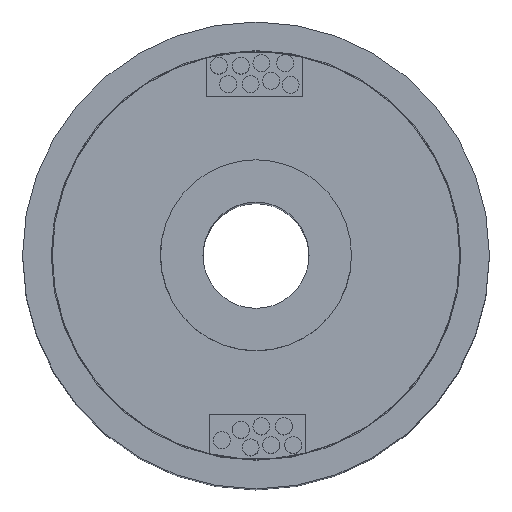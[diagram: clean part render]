
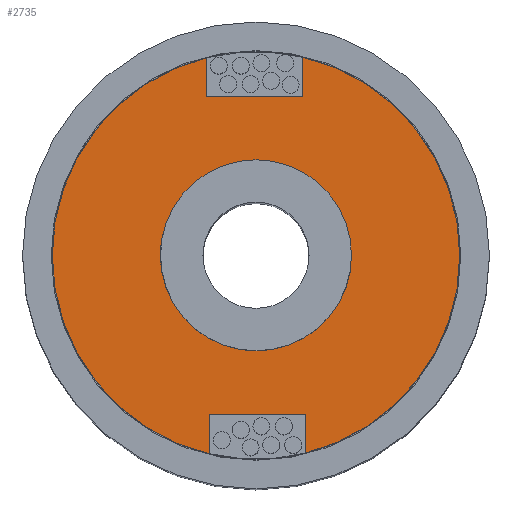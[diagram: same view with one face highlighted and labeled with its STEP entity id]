
A CAD part, top view. The second image highlights one B-rep face of the part: STEP entity #2735.
In plain terms, the highlighted planar face has unit normal (0, 0, 1).
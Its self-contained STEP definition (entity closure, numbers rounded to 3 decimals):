
#71 = CIRCLE ( 'NONE', #2982, 4.5 ) ;
#217 = ORIENTED_EDGE ( 'NONE', *, *, #2404, .T. ) ;
#227 = AXIS2_PLACEMENT_3D ( 'NONE', #2166, #666, #2744 ) ;
#351 = LINE ( 'NONE', #1308, #533 ) ;
#533 = VECTOR ( 'NONE', #1603, 1000. ) ;
#538 = CARTESIAN_POINT ( 'NONE',  ( 0., 0., 35. ) ) ;
#583 = CARTESIAN_POINT ( 'NONE',  ( 2.336, -7.503, 35. ) ) ;
#592 = EDGE_CURVE ( 'NONE', #651, #2482, #1756, .T. ) ;
#618 = ORIENTED_EDGE ( 'NONE', *, *, #2839, .F. ) ;
#642 = VECTOR ( 'NONE', #2612, 1000. ) ;
#651 = VERTEX_POINT ( 'NONE', #3635 ) ;
#654 = DIRECTION ( 'NONE',  ( 0., 0., 1. ) ) ;
#666 = DIRECTION ( 'NONE',  ( 0., 0., 1. ) ) ;
#667 = CARTESIAN_POINT ( 'NONE',  ( -2.336, 7.503, 35. ) ) ;
#690 = VECTOR ( 'NONE', #2474, 1000. ) ;
#696 = AXIS2_PLACEMENT_3D ( 'NONE', #2455, #654, #2734 ) ;
#712 = CARTESIAN_POINT ( 'NONE',  ( 4.5, 0., 35. ) ) ;
#783 = ORIENTED_EDGE ( 'NONE', *, *, #592, .T. ) ;
#827 = EDGE_CURVE ( 'NONE', #1112, #2190, #906, .T. ) ;
#837 = DIRECTION ( 'NONE',  ( 1., 0., 0. ) ) ;
#845 = CARTESIAN_POINT ( 'NONE',  ( 9.6, 0., 35. ) ) ;
#906 = LINE ( 'NONE', #2270, #2507 ) ;
#924 = VERTEX_POINT ( 'NONE', #3669 ) ;
#944 = LINE ( 'NONE', #583, #1750 ) ;
#955 = CARTESIAN_POINT ( 'NONE',  ( 2.336, -9.312, 35. ) ) ;
#980 = CARTESIAN_POINT ( 'NONE',  ( -2.209, -7.503, 35. ) ) ;
#994 = VERTEX_POINT ( 'NONE', #712 ) ;
#1052 = CIRCLE ( 'NONE', #3821, 9.6 ) ;
#1067 = DIRECTION ( 'NONE',  ( 0., 0., 1. ) ) ;
#1112 = VERTEX_POINT ( 'NONE', #3299 ) ;
#1116 = CARTESIAN_POINT ( 'NONE',  ( 0.031, 7.503, 35. ) ) ;
#1270 = CARTESIAN_POINT ( 'NONE',  ( 0., 0., 35. ) ) ;
#1304 = ORIENTED_EDGE ( 'NONE', *, *, #3610, .F. ) ;
#1308 = CARTESIAN_POINT ( 'NONE',  ( -0.031, -7.503, 35. ) ) ;
#1364 = CARTESIAN_POINT ( 'NONE',  ( 0., 0., 35. ) ) ;
#1365 = ORIENTED_EDGE ( 'NONE', *, *, #827, .F. ) ;
#1397 = VERTEX_POINT ( 'NONE', #667 ) ;
#1399 = EDGE_CURVE ( 'NONE', #994, #3215, #71, .T. ) ;
#1540 = ORIENTED_EDGE ( 'NONE', *, *, #2615, .F. ) ;
#1579 = DIRECTION ( 'NONE',  ( 1., 0., 0. ) ) ;
#1587 = LINE ( 'NONE', #980, #690 ) ;
#1603 = DIRECTION ( 'NONE',  ( -1., 0., 0. ) ) ;
#1627 = CARTESIAN_POINT ( 'NONE',  ( -2.209, -9.342, 35. ) ) ;
#1643 = CARTESIAN_POINT ( 'NONE',  ( 2.336, -7.503, 35. ) ) ;
#1671 = DIRECTION ( 'NONE',  ( 1., 0., 0. ) ) ;
#1689 = CARTESIAN_POINT ( 'NONE',  ( -2.336, 7.503, 35. ) ) ;
#1703 = VECTOR ( 'NONE', #3488, 1000. ) ;
#1704 = EDGE_CURVE ( 'NONE', #3760, #2297, #2397, .T. ) ;
#1713 = ORIENTED_EDGE ( 'NONE', *, *, #1997, .T. ) ;
#1750 = VECTOR ( 'NONE', #1759, 1000. ) ;
#1756 = CIRCLE ( 'NONE', #2687, 9.6 ) ;
#1759 = DIRECTION ( 'NONE',  ( 0., 1., 0. ) ) ;
#1896 = ORIENTED_EDGE ( 'NONE', *, *, #3783, .F. ) ;
#1981 = CIRCLE ( 'NONE', #3345, 4.5 ) ;
#1997 = EDGE_CURVE ( 'NONE', #2297, #2190, #2075, .T. ) ;
#2046 = EDGE_LOOP ( 'NONE', ( #1540, #217, #783, #1896, #618, #3833, #3248, #1713, #1365, #1304 ) ) ;
#2048 = AXIS2_PLACEMENT_3D ( 'NONE', #2842, #1067, #3139 ) ;
#2075 = CIRCLE ( 'NONE', #696, 9.6 ) ;
#2166 = CARTESIAN_POINT ( 'NONE',  ( 0., 0., 35. ) ) ;
#2190 = VERTEX_POINT ( 'NONE', #3154 ) ;
#2270 = CARTESIAN_POINT ( 'NONE',  ( 2.209, 7.503, 35. ) ) ;
#2297 = VERTEX_POINT ( 'NONE', #845 ) ;
#2375 = EDGE_CURVE ( 'NONE', #3760, #2518, #944, .T. ) ;
#2397 = CIRCLE ( 'NONE', #2048, 9.6 ) ;
#2404 = EDGE_CURVE ( 'NONE', #924, #651, #1052, .T. ) ;
#2455 = CARTESIAN_POINT ( 'NONE',  ( 0., 0., 35. ) ) ;
#2466 = PLANE ( 'NONE',  #227 ) ;
#2474 = DIRECTION ( 'NONE',  ( 0., -1., 0. ) ) ;
#2482 = VERTEX_POINT ( 'NONE', #1627 ) ;
#2494 = LINE ( 'NONE', #1689, #1703 ) ;
#2507 = VECTOR ( 'NONE', #2571, 1000. ) ;
#2518 = VERTEX_POINT ( 'NONE', #1643 ) ;
#2560 = EDGE_CURVE ( 'NONE', #3215, #994, #1981, .T. ) ;
#2571 = DIRECTION ( 'NONE',  ( 0., 1., 0. ) ) ;
#2573 = CARTESIAN_POINT ( 'NONE',  ( -2.209, -7.503, 35. ) ) ;
#2574 = VERTEX_POINT ( 'NONE', #2573 ) ;
#2612 = DIRECTION ( 'NONE',  ( 1., 0., 0. ) ) ;
#2615 = EDGE_CURVE ( 'NONE', #924, #1397, #2494, .T. ) ;
#2625 = DIRECTION ( 'NONE',  ( 0., 0., 1. ) ) ;
#2666 = ORIENTED_EDGE ( 'NONE', *, *, #1399, .F. ) ;
#2687 = AXIS2_PLACEMENT_3D ( 'NONE', #3438, #2795, #3003 ) ;
#2734 = DIRECTION ( 'NONE',  ( 1., 0., 0. ) ) ;
#2735 = ADVANCED_FACE ( 'NONE', ( #3086, #2987 ), #2466, .T. ) ;
#2744 = DIRECTION ( 'NONE',  ( 1., 0., 0. ) ) ;
#2795 = DIRECTION ( 'NONE',  ( 0., 0., 1. ) ) ;
#2839 = EDGE_CURVE ( 'NONE', #2518, #2574, #351, .T. ) ;
#2842 = CARTESIAN_POINT ( 'NONE',  ( 0., 0., 35. ) ) ;
#2982 = AXIS2_PLACEMENT_3D ( 'NONE', #538, #2625, #837 ) ;
#2987 = FACE_BOUND ( 'NONE', #3303, .T. ) ;
#3003 = DIRECTION ( 'NONE',  ( 1., 0., 0. ) ) ;
#3086 = FACE_OUTER_BOUND ( 'NONE', #2046, .T. ) ;
#3139 = DIRECTION ( 'NONE',  ( 1., 0., 0. ) ) ;
#3154 = CARTESIAN_POINT ( 'NONE',  ( 2.209, 9.342, 35. ) ) ;
#3215 = VERTEX_POINT ( 'NONE', #3348 ) ;
#3248 = ORIENTED_EDGE ( 'NONE', *, *, #1704, .T. ) ;
#3299 = CARTESIAN_POINT ( 'NONE',  ( 2.209, 7.503, 35. ) ) ;
#3303 = EDGE_LOOP ( 'NONE', ( #3326, #2666 ) ) ;
#3326 = ORIENTED_EDGE ( 'NONE', *, *, #2560, .F. ) ;
#3345 = AXIS2_PLACEMENT_3D ( 'NONE', #1364, #3450, #1671 ) ;
#3348 = CARTESIAN_POINT ( 'NONE',  ( -4.5, 0., 35. ) ) ;
#3361 = DIRECTION ( 'NONE',  ( 0., 0., 1. ) ) ;
#3438 = CARTESIAN_POINT ( 'NONE',  ( 0., 0., 35. ) ) ;
#3450 = DIRECTION ( 'NONE',  ( 0., 0., 1. ) ) ;
#3488 = DIRECTION ( 'NONE',  ( 0., -1., 0. ) ) ;
#3539 = LINE ( 'NONE', #1116, #642 ) ;
#3610 = EDGE_CURVE ( 'NONE', #1397, #1112, #3539, .T. ) ;
#3635 = CARTESIAN_POINT ( 'NONE',  ( -9.6, 0., 35. ) ) ;
#3669 = CARTESIAN_POINT ( 'NONE',  ( -2.336, 9.312, 35. ) ) ;
#3760 = VERTEX_POINT ( 'NONE', #955 ) ;
#3783 = EDGE_CURVE ( 'NONE', #2574, #2482, #1587, .T. ) ;
#3821 = AXIS2_PLACEMENT_3D ( 'NONE', #1270, #3361, #1579 ) ;
#3833 = ORIENTED_EDGE ( 'NONE', *, *, #2375, .F. ) ;
